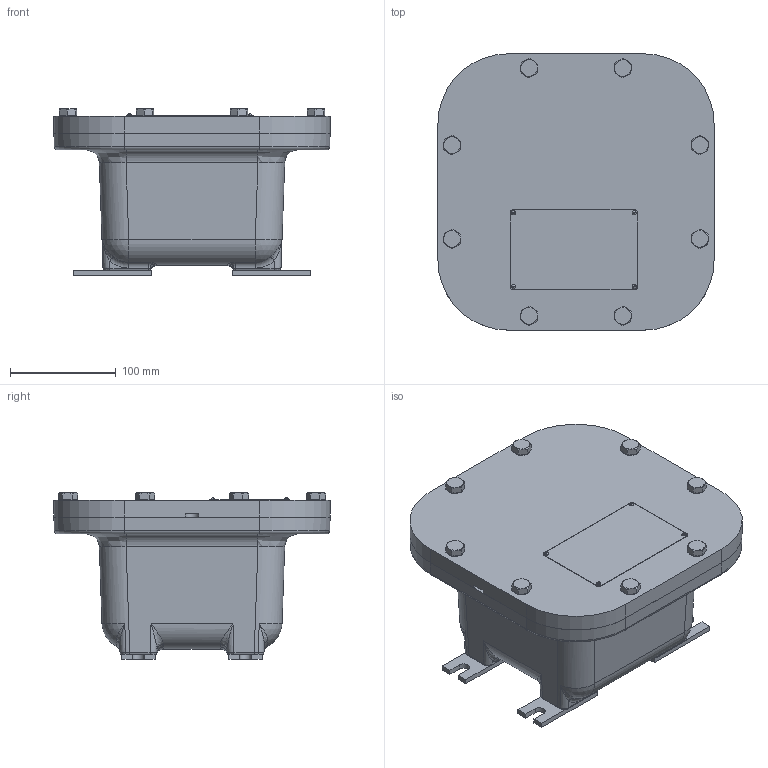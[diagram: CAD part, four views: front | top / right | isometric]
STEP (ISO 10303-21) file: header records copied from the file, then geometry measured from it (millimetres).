
FILE_DESCRIPTION(/* description */ (''),/* implementation_level */ '2;1');
FILE_NAME(/* name */ 'KIL_EXBLTP-664 N34.stp',/* time_stamp */ '2018-01-10T10:24:52+06:00',/* author */ ('ypadmaraja'),/* organization */ (''),/* preprocessor_version */ 'ST-DEVELOPER v16.13',/* originating_system */ 'Autodesk Inventor 2018',/* authorisation */ '');
FILE_SCHEMA (('AUTOMOTIVE_DESIGN { 1 0 10303 214 3 1 1 }'));
Length unit declared in the file: inch
Products named in the file (9): EXBLTP - 664 N4; 25424ABAM (EXBLT-664); 25343AAAM; 0725115B; 15688; 15703; 20859AAAB; SEE NX DRAWING 16464.PRT; 14729AAIB-66
Assembly tree (28 placements, depth 2):
  EXBLTP - 664 N4
    25424ABAM (EXBLT-664)
    25343AAAM
    0725115B  x8
    15688  x4
    15703  x8
    20859AAAB
    SEE NX DRAWING 16464.PRT  x4
    14729AAIB-66
Bounding box: 261.94 x 261.94 x 158.2 mm (x, y, z)
Volume: 2868496.2 mm3; surface area: 506685.8 mm2
Topology: 28 solids, 29 shells, 1016 faces, 2436 edges, 1534 vertices
Faces by surface type: plane 503, bspline 167, cylinder 166, cone 128, torus 40, sphere 12
Full cylindrical faces by diameter (mm): 2.502 x4, 2.778 x4, 4.978 x12, 6.144 x8, 7.144 x8, 9.144 x8, 11.125 x8, 11.906 x8, 13.494 x8, 15.367 x8
Entity records: 24425 total; most frequent: CARTESIAN_POINT 9062, ORIENTED_EDGE 2992, DIRECTION 2680, EDGE_CURVE 1496, VERTEX_POINT 996, AXIS2_PLACEMENT_3D 938, EDGE_LOOP 854, LINE 804
